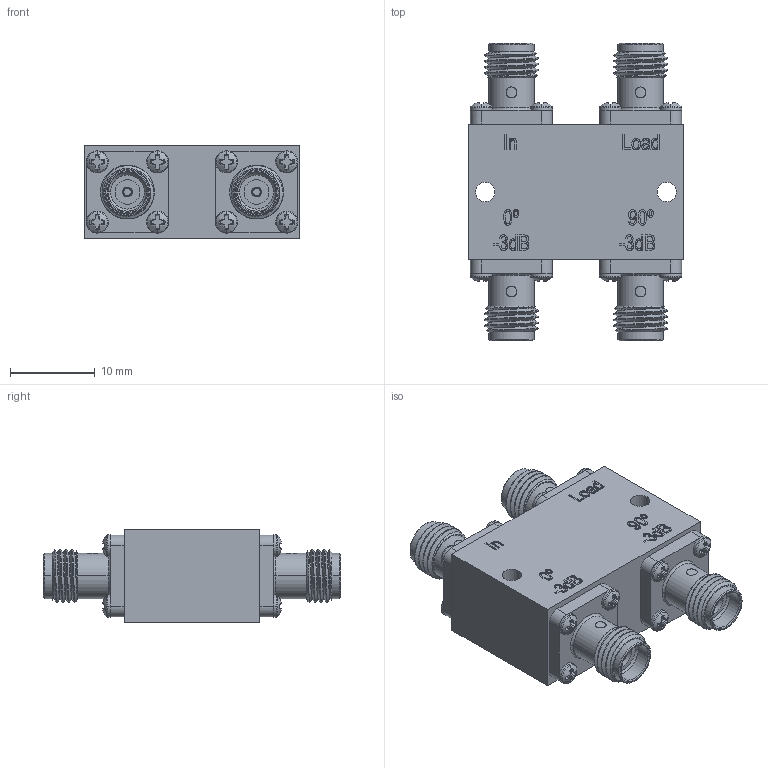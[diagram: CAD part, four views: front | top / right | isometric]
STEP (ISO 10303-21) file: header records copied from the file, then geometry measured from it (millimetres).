
FILE_DESCRIPTION (( 'STEP AP214' ), '1' );
FILE_NAME ('PE2CP1148 ¦ FMCP1148.step', '2021-05-20T15:03:29', ( '' ), ( '' ), 'SwSTEP 2.0', 'SolidWorks 2020', '' );
FILE_SCHEMA (( 'AUTOMOTIVE_DESIGN' ));
Length unit declared in the file: inch
Products named in the file (1): PE2CP1148 ｦ FMCP1148
Bounding box: 25.4 x 35.05 x 11 mm (x, y, z)
Volume: 5532 mm3; surface area: 3538.4 mm2
Topology: 1 solids, 17 shells, 1028 faces, 2665 edges, 1746 vertices
Faces by surface type: plane 487, bspline 225, cylinder 180, cone 128, torus 8
Entity records: 44771 total; most frequent: CARTESIAN_POINT 21705, ORIENTED_EDGE 5330, DIRECTION 3931, EDGE_CURVE 2665, VERTEX_POINT 1746, AXIS2_PLACEMENT_3D 1404, LINE 1123, VECTOR 1123
